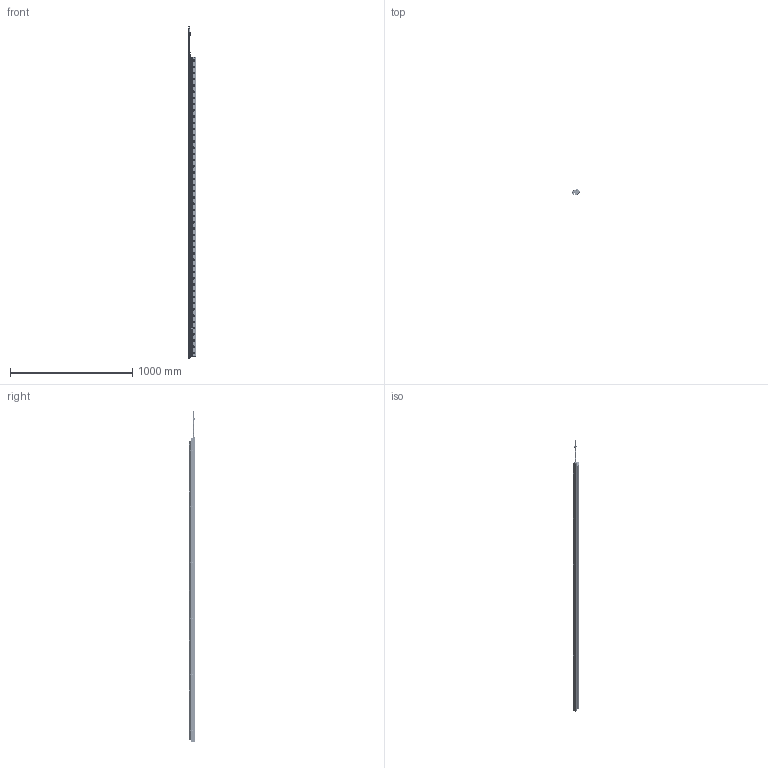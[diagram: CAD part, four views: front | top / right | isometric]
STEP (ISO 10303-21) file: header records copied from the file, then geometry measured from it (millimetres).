
FILE_DESCRIPTION(/* description */ (''),/* implementation_level */ '2;1');
FILE_NAME(/* name */ '112096-DIM.stp',/* time_stamp */ '2017-03-29T13:35:49-04:00',/* author */ ('ryan longshore'),/* organization */ (''),/* preprocessor_version */ 'ST-DEVELOPER v16.5',/* originating_system */ 'Autodesk Inventor 2017',/* authorisation */ '');
FILE_SCHEMA (('AUTOMOTIVE_DESIGN { 1 0 10303 214 3 1 1 }'));
Length unit declared in the file: inch
Products named in the file (24): 112096-DIM; 8096-DIM; 901839; 901574; 901437; 901592; 901565; 901515; 901587; 901724-DIM; 901806-DIM; 901622; 901576-DIM; 901576 without spring-DIM; 901577; 901625; 901770; 110096; 901478; 901479; Unbrako - 1/4 x 3/4; 7525; Unbrako - 10 x 1/4; Unbrako - 1/4 x 1/2
Assembly tree (181 placements, depth 4):
  112096-DIM
    8096-DIM
      901839
      901574
      901437
      901592
      901565
      901515
      901587
      901724-DIM
      901576-DIM  x96
        901576 without spring-DIM
        901577
      901806-DIM
      901622
      901625  x2
      901770
    110096
      901478
      901479
      Unbrako - 1/4 x 3/4  x48
    7525  x6
    Unbrako - 10 x 1/4  x6
    Unbrako - 1/4 x 1/2  x6
Bounding box: 60.88 x 49.72 x 2711.14 mm (x, y, z)
Volume: 3811252.9 mm3; surface area: 1119320.2 mm2
Topology: 270 solids, 270 shells, 3906 faces, 8346 edges, 5282 vertices
Faces by surface type: plane 2070, cylinder 1306, cone 400, torus 124, bspline 6
Full cylindrical faces by diameter (mm): 0.508 x1, 0.635 x192, 1.984 x2, 2.54 x1, 2.667 x96, 2.845 x1, 3.454 x1, 3.485 x1, 3.937 x96, 4.089 x6, 4.826 x6, 4.978 x1, 5.055 x1, 5.159 x54, 5.715 x193, 6.35 x55, 6.604 x1, 6.731 x1, 7.144 x54, 8.128 x2, 8.89 x1, 9.144 x1, 9.169 x6, 9.423 x1, 9.525 x3, 10.414 x2, 11.1 x54, 11.112 x10, 12.446 x1, 12.7 x48
Entity records: 31516 total; most frequent: CARTESIAN_POINT 18493, DIRECTION 2802, ORIENTED_EDGE 1732, AXIS2_PLACEMENT_3D 1270, EDGE_LOOP 1124, EDGE_CURVE 866, VERTEX_POINT 734, FACE_BOUND 593
